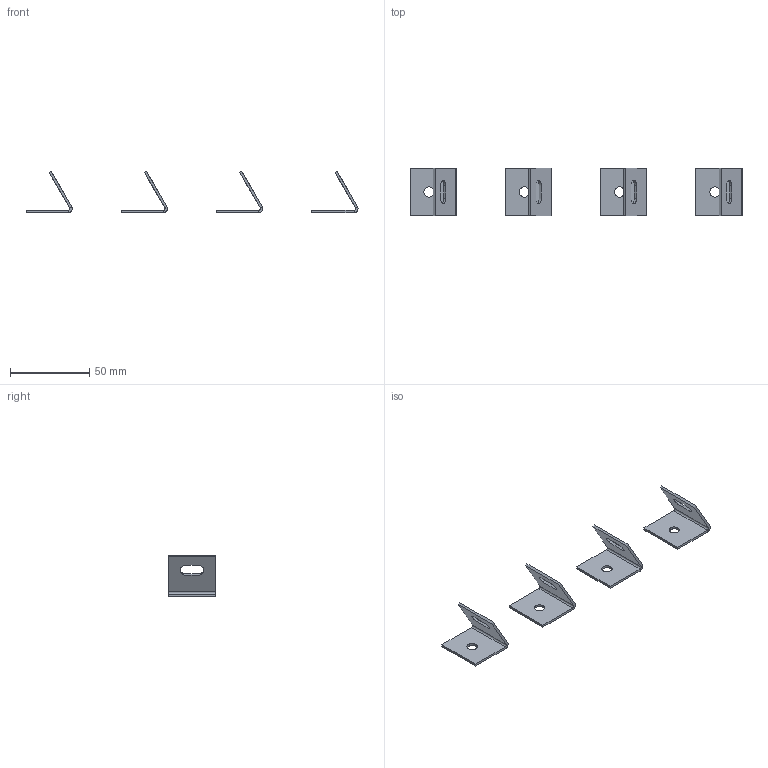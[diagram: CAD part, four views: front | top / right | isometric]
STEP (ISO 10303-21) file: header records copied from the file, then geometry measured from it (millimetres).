
FILE_DESCRIPTION (( 'STEP AP203' ), '1' );
FILE_NAME ('Êîìïëåêò äëÿ ìîíòàæà ê ñòîëáó EKF PROxima.STEP', '2021-08-13T14:27:12', ( '' ), ( '' ), 'SwSTEP 2.0', 'SolidWorks 2021', '' );
FILE_SCHEMA (( 'CONFIG_CONTROL_DESIGN' ));
Length unit declared in the file: millimetre
Products named in the file (2): 櫻蠉錪8; Êîìïëåêò äëÿ ìîíòàæà ê ñòîëáó EKF PROxima
Assembly tree (4 placements, depth 2):
  Êîìïëåêò äëÿ ìîíòàæà ê ñòîëáó EKF PROxima
    櫻蠉錪8  x4
Bounding box: 209.04 x 30 x 25.98 mm (x, y, z)
Volume: 9290.8 mm3; surface area: 13768.6 mm2
Topology: 4 solids, 4 shells, 80 faces, 184 edges, 112 vertices
Faces by surface type: plane 56, cylinder 24
Entity records: 858 total; most frequent: DIRECTION 112, CARTESIAN_POINT 101, ORIENTED_EDGE 92, EDGE_CURVE 46, AXIS2_PLACEMENT_3D 39, VECTOR 34, LINE 34, VERTEX_POINT 28
